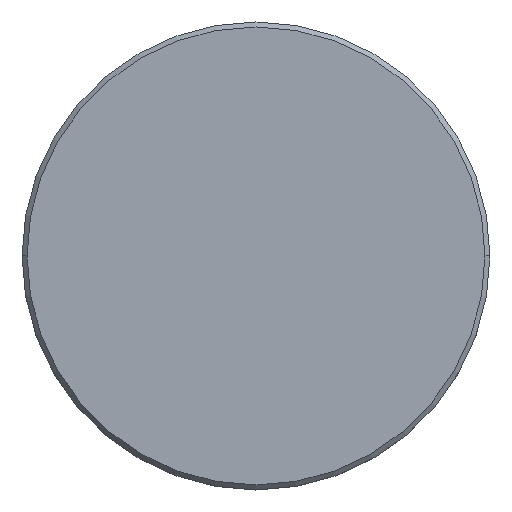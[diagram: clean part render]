
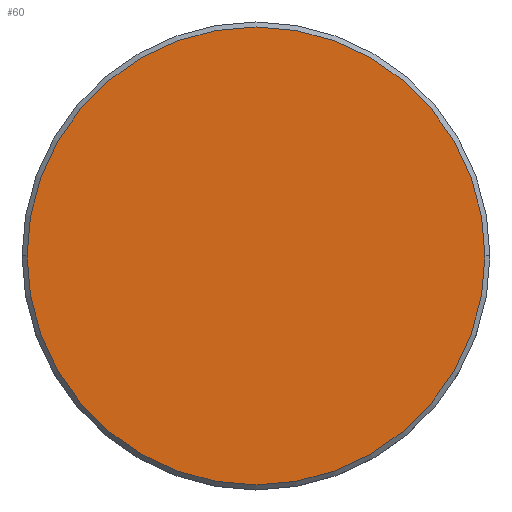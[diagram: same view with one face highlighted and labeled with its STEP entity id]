
A CAD part, top view. The second image highlights one B-rep face of the part: STEP entity #60.
In plain terms, the highlighted planar face has unit normal (0, 0, 1).
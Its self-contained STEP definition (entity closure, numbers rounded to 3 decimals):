
#60 = ADVANCED_FACE ( 'NONE', ( #1058 ), #603, .T. ) ;
#99 = AXIS2_PLACEMENT_3D ( 'NONE', #288, #220, #854 ) ;
#111 = ORIENTED_EDGE ( 'NONE', *, *, #711, .T. ) ;
#212 = CIRCLE ( 'NONE', #879, 23. ) ;
#220 = DIRECTION ( 'NONE',  ( 0., 0., 1. ) ) ;
#243 = CARTESIAN_POINT ( 'NONE',  ( -23., 0., 0. ) ) ;
#288 = CARTESIAN_POINT ( 'NONE',  ( 0., 0., 0. ) ) ;
#376 = ORIENTED_EDGE ( 'NONE', *, *, #1107, .T. ) ;
#432 = VERTEX_POINT ( 'NONE', #243 ) ;
#442 = CARTESIAN_POINT ( 'NONE',  ( 23., 0., 0. ) ) ;
#458 = EDGE_LOOP ( 'NONE', ( #376, #111 ) ) ;
#484 = DIRECTION ( 'NONE',  ( 1., 0., 0. ) ) ;
#509 = CARTESIAN_POINT ( 'NONE',  ( 0., 0., 0. ) ) ;
#603 = PLANE ( 'NONE',  #796 ) ;
#611 = DIRECTION ( 'NONE',  ( 1., 0., 0. ) ) ;
#711 = EDGE_CURVE ( 'NONE', #898, #432, #212, .T. ) ;
#796 = AXIS2_PLACEMENT_3D ( 'NONE', #509, #870, #611 ) ;
#838 = CARTESIAN_POINT ( 'NONE',  ( 0., 0., 0. ) ) ;
#849 = DIRECTION ( 'NONE',  ( 0., 0., 1. ) ) ;
#854 = DIRECTION ( 'NONE',  ( 1., 0., 0. ) ) ;
#870 = DIRECTION ( 'NONE',  ( 0., 0., 1. ) ) ;
#879 = AXIS2_PLACEMENT_3D ( 'NONE', #838, #849, #484 ) ;
#898 = VERTEX_POINT ( 'NONE', #442 ) ;
#1058 = FACE_OUTER_BOUND ( 'NONE', #458, .T. ) ;
#1066 = CIRCLE ( 'NONE', #99, 23. ) ;
#1107 = EDGE_CURVE ( 'NONE', #432, #898, #1066, .T. ) ;
